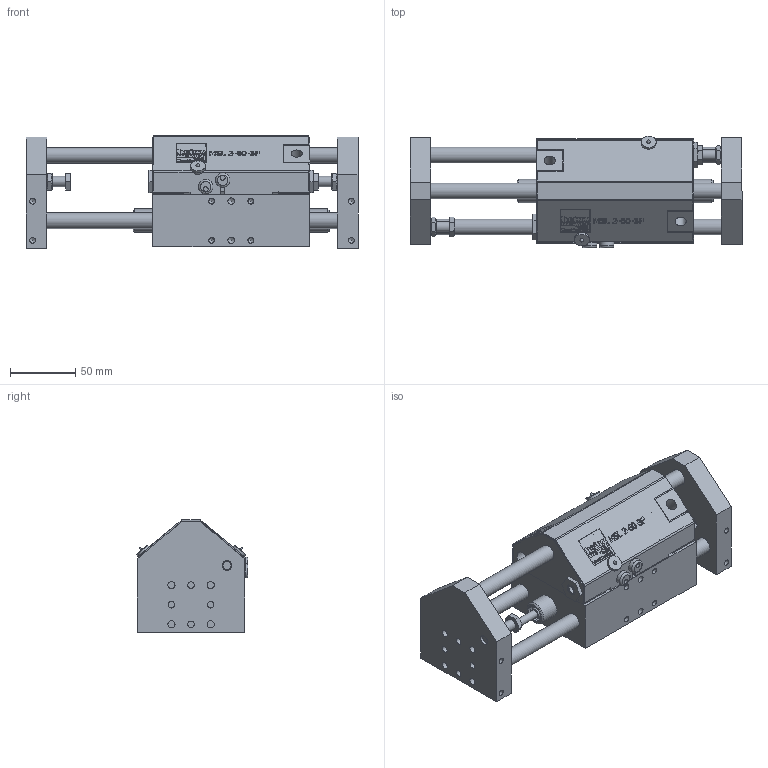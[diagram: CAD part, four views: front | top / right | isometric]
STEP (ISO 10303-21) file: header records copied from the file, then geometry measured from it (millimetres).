
FILE_DESCRIPTION((''),'2;1');
FILE_NAME('MSL2-60-3F.stp','2012-09-28T08:34:29',('hartung_david'),(''),'Autodesk Inventor 2012','Autodesk Inventor 2012','');
FILE_SCHEMA(('AUTOMOTIVE_DESIGN { 1 0 10303 214 1 1 1 1 }'));
Length unit declared in the file: millimetre
Products named in the file (3): MSL2-60-3F; MSL2-60-3F-010; MSL2-60-3F-020
Assembly tree (2 placements, depth 2):
  MSL2-60-3F
    MSL2-60-3F-010
    MSL2-60-3F-020
Bounding box: 254 x 85.51 x 86 mm (x, y, z)
Volume: 902629.1 mm3; surface area: 178465.7 mm2
Topology: 2 solids, 34 shells, 1173 faces, 3025 edges, 2003 vertices
Faces by surface type: plane 583, bspline 261, cylinder 211, cone 112, revolution 4, torus 2
Full cylindrical faces by diameter (mm): 2.459 x2, 3.242 x2, 3.7 x2, 4 x2, 4.134 x12, 4.459 x24, 5 x14, 5.5 x8, 6 x6, 6.5 x1, 6.917 x3, 7.459 x2, 8 x8, 8.5 x2, 8.566 x2, 8.8 x2, 9.5 x4, 10 x12, 10.8 x2, 11 x10, 11.4 x2, 11.5 x2, 12 x14, 12.05 x2, 12.376 x2, 13 x2, 15 x4, 18 x2, 29 x2, 29.4 x2
Entity records: 36975 total; most frequent: CARTESIAN_POINT 10212, ORIENTED_EDGE 5312, DIRECTION 4396, EDGE_CURVE 2656, VERTEX_POINT 1872, EDGE_LOOP 1602, VECTOR 1534, LINE 1534
